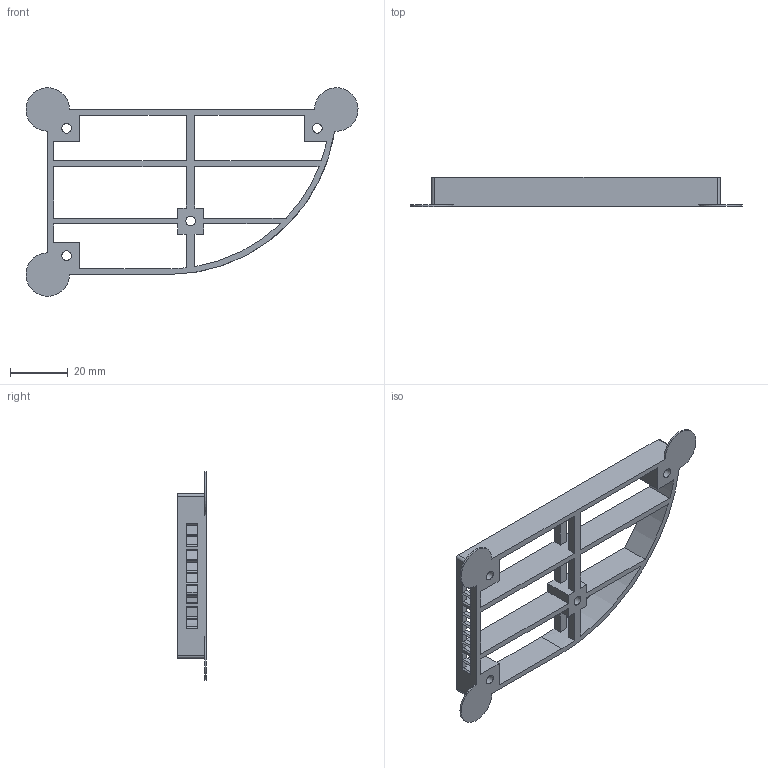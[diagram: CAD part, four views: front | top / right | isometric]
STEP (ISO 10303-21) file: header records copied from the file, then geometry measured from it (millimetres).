
FILE_DESCRIPTION(/* description */ (''),/* implementation_level */ '2;1');
FILE_NAME(/* name */ 'activated charcoal cartridge.step',/* time_stamp */ '2022-12-12T01:28:18+08:00',/* author */ (''),/* organization */ (''),/* preprocessor_version */ 'ST-DEVELOPER v19.2',/* originating_system */ 'Autodesk Translation Framework v11.17.0.187',/* authorisation */ '');
FILE_SCHEMA (('AUTOMOTIVE_DESIGN { 1 0 10303 214 3 1 1 }'));
Length unit declared in the file: millimetre
Products named in the file (1): activated charcoal cartridge
Bounding box: 114.68 x 10 x 72 mm (x, y, z)
Volume: 12183.1 mm3; surface area: 13725.8 mm2
Topology: 1 solids, 1 shells, 132 faces, 411 edges, 266 vertices
Faces by surface type: plane 118, cylinder 14
Full cylindrical faces by diameter (mm): 3.3 x4
Entity records: 4597 total; most frequent: ORIENTED_EDGE 822, CARTESIAN_POINT 810, DIRECTION 710, EDGE_CURVE 411, LINE 378, VECTOR 378, VERTEX_POINT 266, AXIS2_PLACEMENT_3D 166
